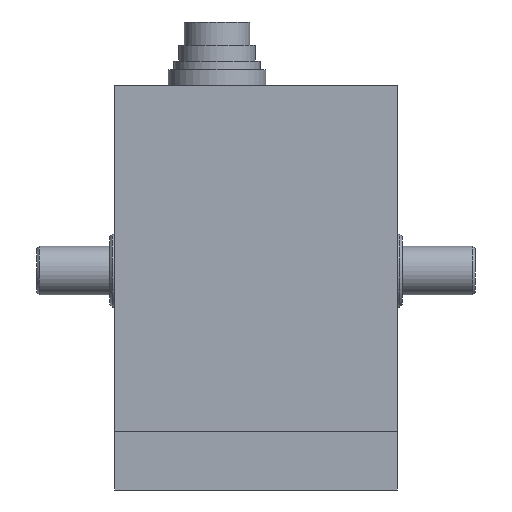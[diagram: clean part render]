
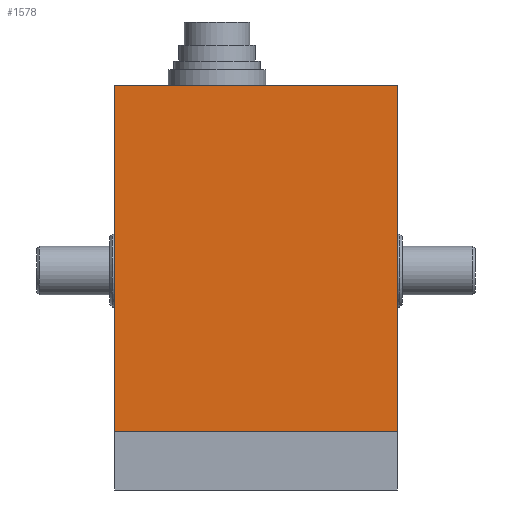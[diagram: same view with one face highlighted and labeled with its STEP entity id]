
A CAD part, front view. The second image highlights one B-rep face of the part: STEP entity #1578.
In plain terms, the highlighted face is planar.
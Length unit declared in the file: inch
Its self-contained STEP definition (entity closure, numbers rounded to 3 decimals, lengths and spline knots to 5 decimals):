
#1539=CARTESIAN_POINT('',(-0.865,0.35236,1.18283));
#1540=DIRECTION('',(0.0,1.0,0.0));
#1541=DIRECTION('',(0.0,0.0,1.0));
#1542=AXIS2_PLACEMENT_3D('',#1539,#1540,#1541);
#1543=PLANE('',#1542);
#1544=CARTESIAN_POINT('',(1.41846,0.35236,1.65528));
#1545=VERTEX_POINT('',#1544);
#1546=CARTESIAN_POINT('',(1.41846,0.35236,-1.14));
#1547=VERTEX_POINT('',#1546);
#1548=CARTESIAN_POINT('',(1.41846,0.35236,1.65528));
#1549=DIRECTION('',(0.0,0.0,-1.0));
#1550=VECTOR('',#1549,2.79528);
#1551=LINE('',#1548,#1550);
#1552=EDGE_CURVE('',#1545,#1547,#1551,.T.);
#1553=ORIENTED_EDGE('',*,*,#1552,.T.);
#1554=CARTESIAN_POINT('',(-0.865,0.35236,-1.14));
#1555=VERTEX_POINT('',#1554);
#1556=CARTESIAN_POINT('',(-0.865,0.35236,-1.14));
#1557=DIRECTION('',(1.0,0.0,0.0));
#1558=VECTOR('',#1557,2.28346);
#1559=LINE('',#1556,#1558);
#1560=EDGE_CURVE('',#1555,#1547,#1559,.T.);
#1561=ORIENTED_EDGE('',*,*,#1560,.F.);
#1562=CARTESIAN_POINT('',(-0.865,0.35236,1.65528));
#1563=VERTEX_POINT('',#1562);
#1564=CARTESIAN_POINT('',(-0.865,0.35236,1.65528));
#1565=DIRECTION('',(0.0,0.0,-1.0));
#1566=VECTOR('',#1565,2.79528);
#1567=LINE('',#1564,#1566);
#1568=EDGE_CURVE('',#1563,#1555,#1567,.T.);
#1569=ORIENTED_EDGE('',*,*,#1568,.F.);
#1570=CARTESIAN_POINT('',(-0.865,0.35236,1.65528));
#1571=DIRECTION('',(1.0,0.0,0.0));
#1572=VECTOR('',#1571,2.28346);
#1573=LINE('',#1570,#1572);
#1574=EDGE_CURVE('',#1563,#1545,#1573,.T.);
#1575=ORIENTED_EDGE('',*,*,#1574,.T.);
#1576=EDGE_LOOP('',(#1553,#1561,#1569,#1575));
#1577=FACE_OUTER_BOUND('',#1576,.T.);
#1578=ADVANCED_FACE('',(#1577),#1543,.T.);
